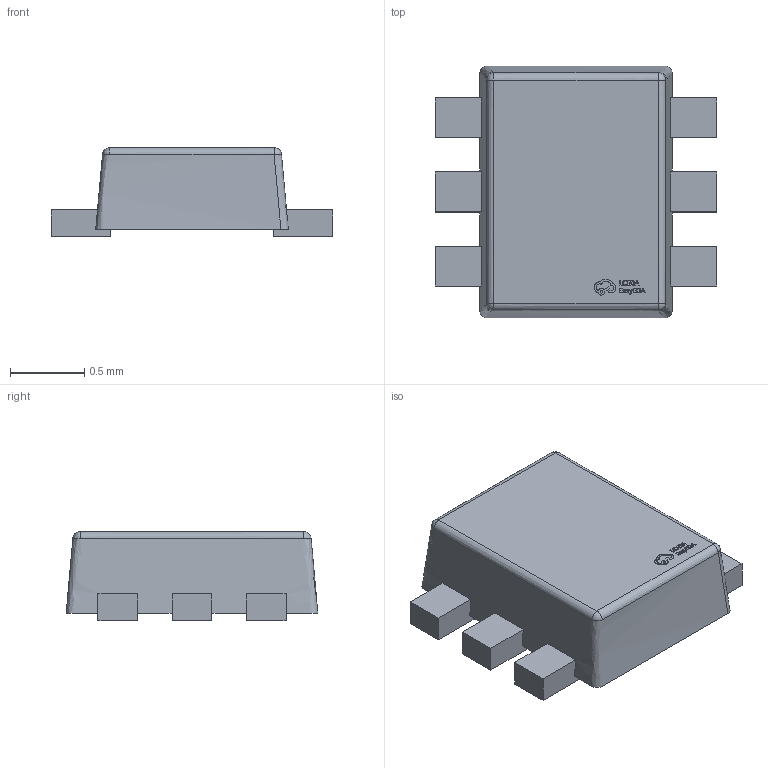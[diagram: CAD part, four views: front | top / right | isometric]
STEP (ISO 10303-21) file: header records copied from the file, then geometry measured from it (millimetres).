
FILE_DESCRIPTION (( 'STEP AP214' ), '1' );
FILE_NAME ('SOT-5X3-6_W1.6-L1.2-H0.6-P0.50-LS1.6-BL.step', '2022-07-26T11:15:34', ( '' ), ( '' ), 'SwSTEP 2.0', 'SolidWorks 2020', '' );
FILE_SCHEMA (( 'AUTOMOTIVE_DESIGN' ));
Length unit declared in the file: millimetre
Products named in the file (1): SOT-5X3-6_W1.6-L1.2-H0.6-P0.50-LS1.6-BL
Bounding box: 1.9 x 1.7 x 0.6 mm (x, y, z)
Volume: 1.3 mm3; surface area: 9.1 mm2
Topology: 14 solids, 14 shells, 286 faces, 809 edges, 554 vertices
Faces by surface type: plane 178, bspline 108
Entity records: 13361 total; most frequent: CARTESIAN_POINT 3864, ORIENTED_EDGE 1610, DIRECTION 913, EDGE_CURVE 805, VERTEX_POINT 554, LINE 547, VECTOR 547, EDGE_LOOP 305
